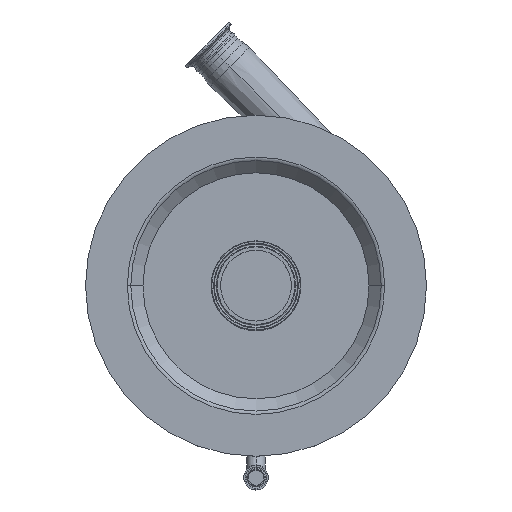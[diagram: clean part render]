
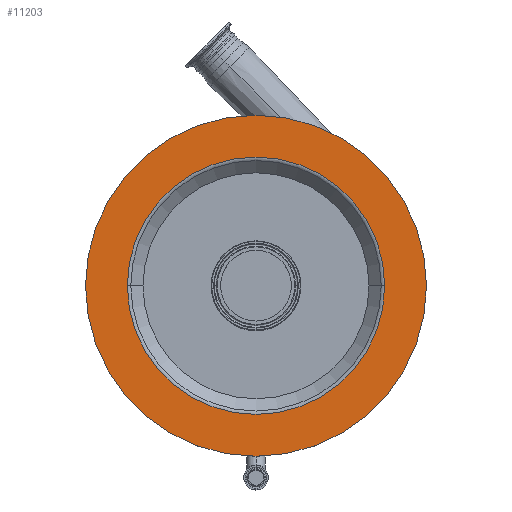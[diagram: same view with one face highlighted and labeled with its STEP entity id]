
A CAD part, top view. The second image highlights one B-rep face of the part: STEP entity #11203.
In plain terms, the highlighted planar face has unit normal (0, 0, 1).
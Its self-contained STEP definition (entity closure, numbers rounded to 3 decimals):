
#1193 = ORIENTED_EDGE ( 'NONE', *, *, #6159, .F. ) ;
#1539 = AXIS2_PLACEMENT_3D ( 'NONE', #18567, #4336, #5991 ) ;
#1554 = EDGE_LOOP ( 'NONE', ( #7377, #9797 ) ) ;
#3145 = CIRCLE ( 'NONE', #7493, 132.071 ) ;
#3381 = CIRCLE ( 'NONE', #5044, 175. ) ;
#3456 = EDGE_CURVE ( 'NONE', #10636, #20442, #5205, .T. ) ;
#3618 = DIRECTION ( 'NONE',  ( 0., 0., -1. ) ) ;
#4336 = DIRECTION ( 'NONE',  ( 0., 0., -1. ) ) ;
#5044 = AXIS2_PLACEMENT_3D ( 'NONE', #20300, #14081, #18722 ) ;
#5205 = CIRCLE ( 'NONE', #1539, 132.071 ) ;
#5991 = DIRECTION ( 'NONE',  ( -1., 0., 0. ) ) ;
#6159 = EDGE_CURVE ( 'NONE', #16939, #7791, #11943, .T. ) ;
#6623 = DIRECTION ( 'NONE',  ( -1., 0., 0. ) ) ;
#6999 = CARTESIAN_POINT ( 'NONE',  ( 0., 175., 67. ) ) ;
#7101 = FACE_OUTER_BOUND ( 'NONE', #12868, .T. ) ;
#7377 = ORIENTED_EDGE ( 'NONE', *, *, #16670, .T. ) ;
#7493 = AXIS2_PLACEMENT_3D ( 'NONE', #14972, #3618, #19629 ) ;
#7791 = VERTEX_POINT ( 'NONE', #19764 ) ;
#9797 = ORIENTED_EDGE ( 'NONE', *, *, #3456, .T. ) ;
#10131 = CARTESIAN_POINT ( 'NONE',  ( 0., 0., 67. ) ) ;
#10636 = VERTEX_POINT ( 'NONE', #15311 ) ;
#10647 = CARTESIAN_POINT ( 'NONE',  ( -175., 0., 67. ) ) ;
#11203 = ADVANCED_FACE ( 'NONE', ( #14437, #7101 ), #13368, .F. ) ;
#11943 = CIRCLE ( 'NONE', #16564, 175. ) ;
#12788 = DIRECTION ( 'NONE',  ( 0., 0., -1. ) ) ;
#12868 = EDGE_LOOP ( 'NONE', ( #1193, #12957 ) ) ;
#12957 = ORIENTED_EDGE ( 'NONE', *, *, #13036, .F. ) ;
#13036 = EDGE_CURVE ( 'NONE', #7791, #16939, #3381, .T. ) ;
#13368 = PLANE ( 'NONE',  #13640 ) ;
#13640 = AXIS2_PLACEMENT_3D ( 'NONE', #6999, #12788, #6623 ) ;
#14081 = DIRECTION ( 'NONE',  ( 0., 0., -1. ) ) ;
#14115 = CARTESIAN_POINT ( 'NONE',  ( -132.071, 0., 67. ) ) ;
#14437 = FACE_BOUND ( 'NONE', #1554, .T. ) ;
#14972 = CARTESIAN_POINT ( 'NONE',  ( 0., 0., 67. ) ) ;
#15311 = CARTESIAN_POINT ( 'NONE',  ( 132.071, 0., 67. ) ) ;
#15473 = DIRECTION ( 'NONE',  ( 0., 0., -1. ) ) ;
#16564 = AXIS2_PLACEMENT_3D ( 'NONE', #10131, #15473, #17026 ) ;
#16670 = EDGE_CURVE ( 'NONE', #20442, #10636, #3145, .T. ) ;
#16939 = VERTEX_POINT ( 'NONE', #10647 ) ;
#17026 = DIRECTION ( 'NONE',  ( -1., 0., 0. ) ) ;
#18567 = CARTESIAN_POINT ( 'NONE',  ( 0., 0., 67. ) ) ;
#18722 = DIRECTION ( 'NONE',  ( -1., 0., 0. ) ) ;
#19629 = DIRECTION ( 'NONE',  ( -1., 0., 0. ) ) ;
#19764 = CARTESIAN_POINT ( 'NONE',  ( 175., 0., 67. ) ) ;
#20300 = CARTESIAN_POINT ( 'NONE',  ( 0., 0., 67. ) ) ;
#20442 = VERTEX_POINT ( 'NONE', #14115 ) ;
